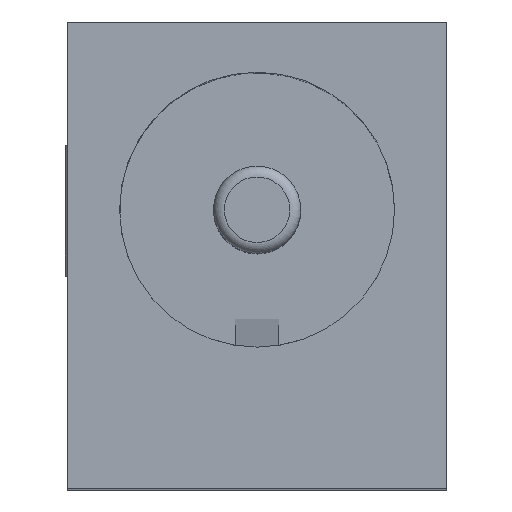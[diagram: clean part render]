
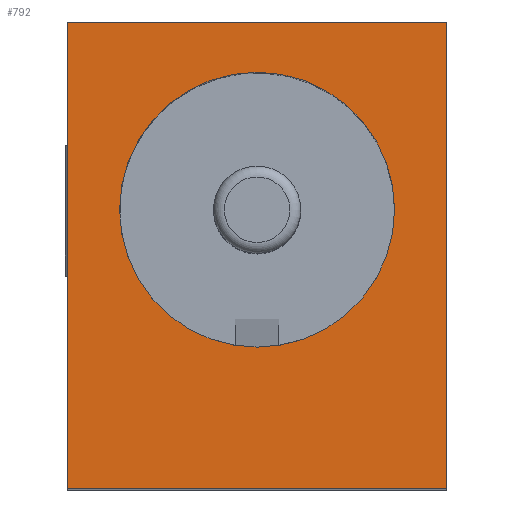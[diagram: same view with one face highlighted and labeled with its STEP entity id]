
A CAD part, top view. The second image highlights one B-rep face of the part: STEP entity #792.
In plain terms, the highlighted planar face has unit normal (0, 0, 1).
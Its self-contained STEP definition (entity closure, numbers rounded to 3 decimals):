
#370 = VERTEX_POINT('',#371);
#371 = CARTESIAN_POINT('',(-3.25,6.3,13.2));
#377 = EDGE_CURVE('',#378,#370,#380,.T.);
#378 = VERTEX_POINT('',#379);
#379 = CARTESIAN_POINT('',(-3.25,-4.4,13.2));
#380 = LINE('',#381,#382);
#381 = CARTESIAN_POINT('',(-3.25,-4.4,13.2));
#382 = VECTOR('',#383,1.);
#383 = DIRECTION('',(0.,1.,0.));
#539 = EDGE_CURVE('',#370,#540,#542,.T.);
#540 = VERTEX_POINT('',#541);
#541 = CARTESIAN_POINT('',(5.45,6.3,13.2));
#542 = LINE('',#543,#544);
#543 = CARTESIAN_POINT('',(-3.25,6.3,13.2));
#544 = VECTOR('',#545,1.);
#545 = DIRECTION('',(1.,0.,0.));
#602 = EDGE_CURVE('',#540,#603,#605,.T.);
#603 = VERTEX_POINT('',#604);
#604 = CARTESIAN_POINT('',(5.45,-4.4,13.2));
#605 = LINE('',#606,#607);
#606 = CARTESIAN_POINT('',(5.45,6.3,13.2));
#607 = VECTOR('',#608,1.);
#608 = DIRECTION('',(0.,-1.,0.));
#643 = EDGE_CURVE('',#603,#378,#644,.T.);
#644 = LINE('',#645,#646);
#645 = CARTESIAN_POINT('',(5.45,-4.4,13.2));
#646 = VECTOR('',#647,1.);
#647 = DIRECTION('',(-1.,0.,0.));
#792 = ADVANCED_FACE('',(#793,#799),#810,.T.);
#793 = FACE_BOUND('',#794,.T.);
#794 = EDGE_LOOP('',(#795,#796,#797,#798));
#795 = ORIENTED_EDGE('',*,*,#539,.F.);
#796 = ORIENTED_EDGE('',*,*,#377,.F.);
#797 = ORIENTED_EDGE('',*,*,#643,.F.);
#798 = ORIENTED_EDGE('',*,*,#602,.F.);
#799 = FACE_BOUND('',#800,.T.);
#800 = EDGE_LOOP('',(#801));
#801 = ORIENTED_EDGE('',*,*,#802,.F.);
#802 = EDGE_CURVE('',#803,#803,#805,.T.);
#803 = VERTEX_POINT('',#804);
#804 = CARTESIAN_POINT('',(4.25,2.,13.2));
#805 = CIRCLE('',#806,3.15);
#806 = AXIS2_PLACEMENT_3D('',#807,#808,#809);
#807 = CARTESIAN_POINT('',(1.1,2.,13.2));
#808 = DIRECTION('',(0.,0.,1.));
#809 = DIRECTION('',(1.,0.,0.));
#810 = PLANE('',#811);
#811 = AXIS2_PLACEMENT_3D('',#812,#813,#814);
#812 = CARTESIAN_POINT('',(-3.25,6.3,13.2));
#813 = DIRECTION('',(0.,0.,1.));
#814 = DIRECTION('',(1.,0.,0.));
